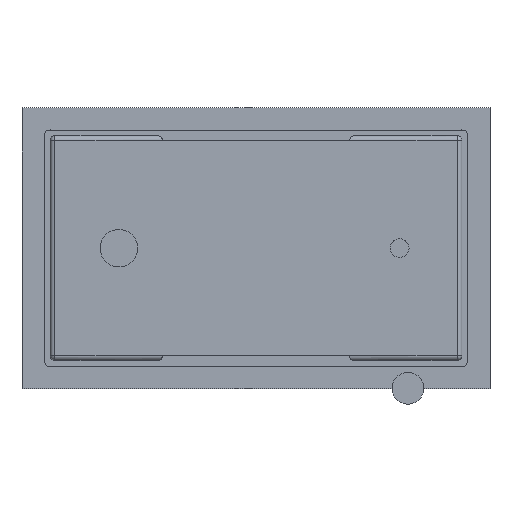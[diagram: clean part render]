
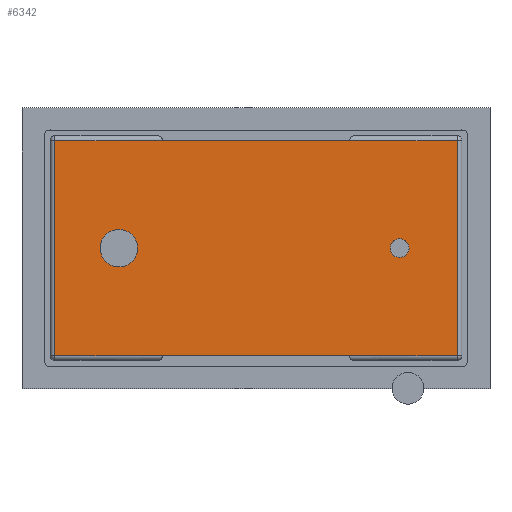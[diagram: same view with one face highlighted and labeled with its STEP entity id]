
A CAD part, top view. The second image highlights one B-rep face of the part: STEP entity #6342.
In plain terms, the highlighted face is planar.
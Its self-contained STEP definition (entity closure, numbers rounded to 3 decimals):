
#5945 = VERTEX_POINT('',#5946);
#5946 = CARTESIAN_POINT('',(-1.535,0.7,0.1));
#5952 = EDGE_CURVE('',#5953,#5945,#5955,.T.);
#5953 = VERTEX_POINT('',#5954);
#5954 = CARTESIAN_POINT('',(-1.535,0.7,-0.1));
#5955 = CIRCLE('',#5956,0.1);
#5956 = AXIS2_PLACEMENT_3D('',#5957,#5958,#5959);
#5957 = CARTESIAN_POINT('',(-1.535,0.7,0.));
#5958 = DIRECTION('',(0.,1.,0.));
#5959 = DIRECTION('',(0.,0.,1.));
#5987 = VERTEX_POINT('',#5988);
#5988 = CARTESIAN_POINT('',(1.465,0.7,0.2));
#5994 = EDGE_CURVE('',#5995,#5987,#5997,.T.);
#5995 = VERTEX_POINT('',#5996);
#5996 = CARTESIAN_POINT('',(1.465,0.7,-0.2));
#5997 = CIRCLE('',#5998,0.2);
#5998 = AXIS2_PLACEMENT_3D('',#5999,#6000,#6001);
#5999 = CARTESIAN_POINT('',(1.465,0.7,0.));
#6000 = DIRECTION('',(0.,1.,0.));
#6001 = DIRECTION('',(0.,0.,1.));
#6157 = VERTEX_POINT('',#6158);
#6158 = CARTESIAN_POINT('',(1.,0.7,1.15));
#6164 = EDGE_CURVE('',#6165,#6157,#6167,.T.);
#6165 = VERTEX_POINT('',#6166);
#6166 = CARTESIAN_POINT('',(-1.,0.7,1.15));
#6167 = LINE('',#6168,#6169);
#6168 = CARTESIAN_POINT('',(-1.,0.7,1.15));
#6169 = VECTOR('',#6170,1.);
#6170 = DIRECTION('',(1.,0.,0.));
#6317 = VERTEX_POINT('',#6318);
#6318 = CARTESIAN_POINT('',(-1.,0.7,-1.15));
#6324 = EDGE_CURVE('',#6325,#6317,#6327,.T.);
#6325 = VERTEX_POINT('',#6326);
#6326 = CARTESIAN_POINT('',(1.,0.7,-1.15));
#6327 = LINE('',#6328,#6329);
#6328 = CARTESIAN_POINT('',(-1.,0.7,-1.15));
#6329 = VECTOR('',#6330,1.);
#6330 = DIRECTION('',(-1.,0.,0.));
#6342 = ADVANCED_FACE('',(#6343,#6353,#6363),#6411,.F.);
#6343 = FACE_BOUND('',#6344,.T.);
#6344 = EDGE_LOOP('',(#6345,#6352));
#6345 = ORIENTED_EDGE('',*,*,#6346,.F.);
#6346 = EDGE_CURVE('',#5945,#5953,#6347,.T.);
#6347 = CIRCLE('',#6348,0.1);
#6348 = AXIS2_PLACEMENT_3D('',#6349,#6350,#6351);
#6349 = CARTESIAN_POINT('',(-1.535,0.7,0.));
#6350 = DIRECTION('',(0.,1.,0.));
#6351 = DIRECTION('',(0.,0.,1.));
#6352 = ORIENTED_EDGE('',*,*,#5952,.F.);
#6353 = FACE_BOUND('',#6354,.T.);
#6354 = EDGE_LOOP('',(#6355,#6362));
#6355 = ORIENTED_EDGE('',*,*,#6356,.F.);
#6356 = EDGE_CURVE('',#5987,#5995,#6357,.T.);
#6357 = CIRCLE('',#6358,0.2);
#6358 = AXIS2_PLACEMENT_3D('',#6359,#6360,#6361);
#6359 = CARTESIAN_POINT('',(1.465,0.7,0.));
#6360 = DIRECTION('',(0.,1.,0.));
#6361 = DIRECTION('',(0.,0.,1.));
#6362 = ORIENTED_EDGE('',*,*,#5994,.F.);
#6363 = FACE_BOUND('',#6364,.T.);
#6364 = EDGE_LOOP('',(#6365,#6366,#6374,#6382,#6388,#6389,#6397,#6405));
#6365 = ORIENTED_EDGE('',*,*,#6324,.T.);
#6366 = ORIENTED_EDGE('',*,*,#6367,.T.);
#6367 = EDGE_CURVE('',#6317,#6368,#6370,.T.);
#6368 = VERTEX_POINT('',#6369);
#6369 = CARTESIAN_POINT('',(-2.15,0.7,-1.15));
#6370 = LINE('',#6371,#6372);
#6371 = CARTESIAN_POINT('',(0.,0.7,-1.15));
#6372 = VECTOR('',#6373,1.);
#6373 = DIRECTION('',(-1.,0.,0.));
#6374 = ORIENTED_EDGE('',*,*,#6375,.T.);
#6375 = EDGE_CURVE('',#6368,#6376,#6378,.T.);
#6376 = VERTEX_POINT('',#6377);
#6377 = CARTESIAN_POINT('',(-2.15,0.7,1.15));
#6378 = LINE('',#6379,#6380);
#6379 = CARTESIAN_POINT('',(-2.15,0.7,0.));
#6380 = VECTOR('',#6381,1.);
#6381 = DIRECTION('',(0.,0.,1.));
#6382 = ORIENTED_EDGE('',*,*,#6383,.T.);
#6383 = EDGE_CURVE('',#6376,#6165,#6384,.T.);
#6384 = LINE('',#6385,#6386);
#6385 = CARTESIAN_POINT('',(0.,0.7,1.15));
#6386 = VECTOR('',#6387,1.);
#6387 = DIRECTION('',(1.,0.,0.));
#6388 = ORIENTED_EDGE('',*,*,#6164,.T.);
#6389 = ORIENTED_EDGE('',*,*,#6390,.T.);
#6390 = EDGE_CURVE('',#6157,#6391,#6393,.T.);
#6391 = VERTEX_POINT('',#6392);
#6392 = CARTESIAN_POINT('',(2.15,0.7,1.15));
#6393 = LINE('',#6394,#6395);
#6394 = CARTESIAN_POINT('',(0.,0.7,1.15));
#6395 = VECTOR('',#6396,1.);
#6396 = DIRECTION('',(1.,0.,0.));
#6397 = ORIENTED_EDGE('',*,*,#6398,.T.);
#6398 = EDGE_CURVE('',#6391,#6399,#6401,.T.);
#6399 = VERTEX_POINT('',#6400);
#6400 = CARTESIAN_POINT('',(2.15,0.7,-1.15));
#6401 = LINE('',#6402,#6403);
#6402 = CARTESIAN_POINT('',(2.15,0.7,0.));
#6403 = VECTOR('',#6404,1.);
#6404 = DIRECTION('',(0.,0.,-1.));
#6405 = ORIENTED_EDGE('',*,*,#6406,.T.);
#6406 = EDGE_CURVE('',#6399,#6325,#6407,.T.);
#6407 = LINE('',#6408,#6409);
#6408 = CARTESIAN_POINT('',(0.,0.7,-1.15));
#6409 = VECTOR('',#6410,1.);
#6410 = DIRECTION('',(-1.,0.,0.));
#6411 = PLANE('',#6412);
#6412 = AXIS2_PLACEMENT_3D('',#6413,#6414,#6415);
#6413 = CARTESIAN_POINT('',(0.,0.7,0.));
#6414 = DIRECTION('',(0.,-1.,0.));
#6415 = DIRECTION('',(0.,0.,-1.));
